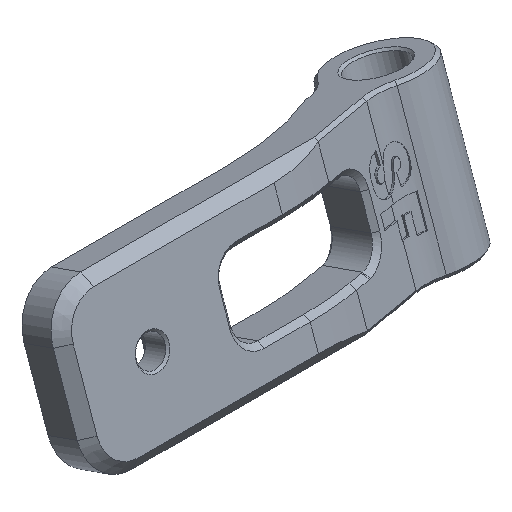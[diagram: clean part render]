
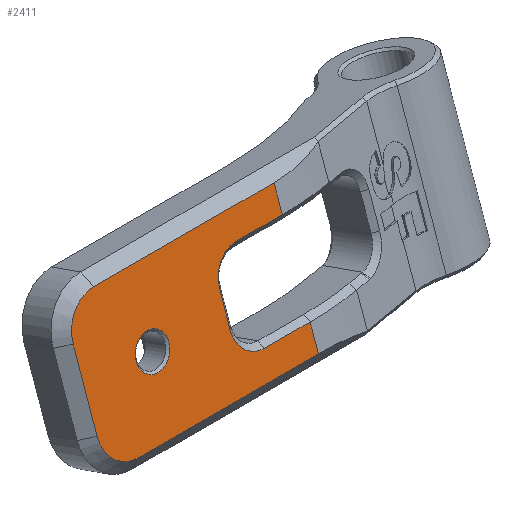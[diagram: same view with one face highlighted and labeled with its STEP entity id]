
A CAD part, isometric view. The second image highlights one B-rep face of the part: STEP entity #2411.
In plain terms, the highlighted planar face has unit normal (0, -0.943, 0.332).
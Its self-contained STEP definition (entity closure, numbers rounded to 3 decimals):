
#32=FACE_BOUND('',#448,.T.);
#105=CIRCLE('',#2577,3.);
#107=CIRCLE('',#2581,3.);
#108=CIRCLE('',#2586,2.5);
#109=CIRCLE('',#2587,2.5);
#110=CIRCLE('',#2588,1.595);
#195=PLANE('',#2585);
#304=FACE_OUTER_BOUND('',#447,.T.);
#447=EDGE_LOOP('',(#2053,#2054,#2055,#2056,#2057,#2058,#2059,#2060,#2061,
#2062,#2063,#2064));
#448=EDGE_LOOP('',(#2065));
#606=LINE('',#4336,#815);
#609=LINE('',#4344,#818);
#612=LINE('',#4353,#821);
#630=LINE('',#4414,#839);
#633=LINE('',#4426,#842);
#637=LINE('',#4438,#846);
#638=LINE('',#4442,#847);
#639=LINE('',#4445,#848);
#815=VECTOR('',#2886,10.);
#818=VECTOR('',#2897,10.);
#821=VECTOR('',#2906,10.);
#839=VECTOR('',#2968,10.);
#842=VECTOR('',#2981,10.);
#846=VECTOR('',#2999,10.);
#847=VECTOR('',#3002,10.);
#848=VECTOR('',#3005,10.);
#1141=VERTEX_POINT('',#4333);
#1142=VERTEX_POINT('',#4335);
#1143=VERTEX_POINT('',#4342);
#1145=VERTEX_POINT('',#4350);
#1146=VERTEX_POINT('',#4352);
#1167=VERTEX_POINT('',#4413);
#1169=VERTEX_POINT('',#4419);
#1171=VERTEX_POINT('',#4424);
#1172=VERTEX_POINT('',#4437);
#1173=VERTEX_POINT('',#4439);
#1174=VERTEX_POINT('',#4441);
#1175=VERTEX_POINT('',#4443);
#1176=VERTEX_POINT('',#4446);
#1426=EDGE_CURVE('',#1141,#1142,#606,.T.);
#1430=EDGE_CURVE('',#1143,#1141,#609,.T.);
#1434=EDGE_CURVE('',#1145,#1146,#612,.T.);
#1465=EDGE_CURVE('',#1146,#1167,#630,.T.);
#1469=EDGE_CURVE('',#1169,#1145,#105,.T.);
#1471=EDGE_CURVE('',#1171,#1169,#633,.T.);
#1474=EDGE_CURVE('',#1142,#1171,#107,.T.);
#1477=EDGE_CURVE('',#1172,#1143,#637,.T.);
#1478=EDGE_CURVE('',#1173,#1172,#108,.T.);
#1479=EDGE_CURVE('',#1174,#1173,#638,.T.);
#1480=EDGE_CURVE('',#1175,#1174,#109,.T.);
#1481=EDGE_CURVE('',#1167,#1175,#639,.T.);
#1482=EDGE_CURVE('',#1176,#1176,#110,.T.);
#2053=ORIENTED_EDGE('',*,*,#1426,.F.);
#2054=ORIENTED_EDGE('',*,*,#1430,.F.);
#2055=ORIENTED_EDGE('',*,*,#1477,.F.);
#2056=ORIENTED_EDGE('',*,*,#1478,.F.);
#2057=ORIENTED_EDGE('',*,*,#1479,.F.);
#2058=ORIENTED_EDGE('',*,*,#1480,.F.);
#2059=ORIENTED_EDGE('',*,*,#1481,.F.);
#2060=ORIENTED_EDGE('',*,*,#1465,.F.);
#2061=ORIENTED_EDGE('',*,*,#1434,.F.);
#2062=ORIENTED_EDGE('',*,*,#1469,.F.);
#2063=ORIENTED_EDGE('',*,*,#1471,.F.);
#2064=ORIENTED_EDGE('',*,*,#1474,.F.);
#2065=ORIENTED_EDGE('',*,*,#1482,.F.);
#2411=ADVANCED_FACE('',(#304,#32),#195,.T.);
#2577=AXIS2_PLACEMENT_3D('',#4421,#2976,#2977);
#2581=AXIS2_PLACEMENT_3D('',#4430,#2987,#2988);
#2585=AXIS2_PLACEMENT_3D('',#4436,#2997,#2998);
#2586=AXIS2_PLACEMENT_3D('',#4440,#3000,#3001);
#2587=AXIS2_PLACEMENT_3D('',#4444,#3003,#3004);
#2588=AXIS2_PLACEMENT_3D('',#4447,#3006,#3007);
#2886=DIRECTION('',(-1.,0.,0.));
#2897=DIRECTION('',(0.,-0.332,-0.943));
#2906=DIRECTION('',(1.,0.,0.));
#2968=DIRECTION('',(0.,-0.332,-0.943));
#2976=DIRECTION('center_axis',(0.,0.943,-0.332));
#2977=DIRECTION('ref_axis',(-0.707,0.235,0.667));
#2981=DIRECTION('',(0.,0.332,0.943));
#2987=DIRECTION('center_axis',(0.,0.943,-0.332));
#2988=DIRECTION('ref_axis',(-0.707,-0.235,-0.667));
#2997=DIRECTION('center_axis',(0.,-0.943,0.332));
#2998=DIRECTION('ref_axis',(1.,0.,0.));
#2999=DIRECTION('',(1.,0.,0.));
#3000=DIRECTION('center_axis',(0.,-0.943,0.332));
#3001=DIRECTION('ref_axis',(-0.707,-0.235,-0.667));
#3002=DIRECTION('',(0.,-0.332,-0.943));
#3003=DIRECTION('center_axis',(0.,-0.943,0.332));
#3004=DIRECTION('ref_axis',(-0.707,0.235,0.667));
#3005=DIRECTION('',(-1.,0.,0.));
#3006=DIRECTION('center_axis',(0.,-0.943,0.332));
#3007=DIRECTION('ref_axis',(-1.,0.,0.));
#4333=CARTESIAN_POINT('',(2.75,-20.965,41.686));
#4335=CARTESIAN_POINT('',(-14.8,-20.965,41.686));
#4336=CARTESIAN_POINT('',(-12.919,-20.965,41.686));
#4342=CARTESIAN_POINT('',(2.75,-20.158,43.978));
#4344=CARTESIAN_POINT('',(2.75,-18.804,47.821));
#4350=CARTESIAN_POINT('',(-14.8,-16.643,53.957));
#4352=CARTESIAN_POINT('',(2.75,-16.643,53.957));
#4353=CARTESIAN_POINT('',(-1.156,-16.643,53.957));
#4413=CARTESIAN_POINT('',(2.75,-17.45,51.665));
#4414=CARTESIAN_POINT('',(2.75,-18.804,47.821));
#4419=CARTESIAN_POINT('',(-17.8,-17.64,51.127));
#4421=CARTESIAN_POINT('Origin',(-14.8,-17.64,51.127));
#4424=CARTESIAN_POINT('',(-17.8,-19.968,44.515));
#4426=CARTESIAN_POINT('',(-17.8,-17.546,51.393));
#4430=CARTESIAN_POINT('Origin',(-14.8,-19.968,44.515));
#4436=CARTESIAN_POINT('Origin',(-7.038,-18.804,47.821));
#4437=CARTESIAN_POINT('',(-1.7,-20.158,43.978));
#4438=CARTESIAN_POINT('',(-5.369,-20.158,43.978));
#4439=CARTESIAN_POINT('',(-4.2,-19.327,46.336));
#4440=CARTESIAN_POINT('Origin',(-1.7,-19.327,46.336));
#4441=CARTESIAN_POINT('',(-4.2,-18.281,49.307));
#4442=CARTESIAN_POINT('',(-4.2,-18.21,49.507));
#4443=CARTESIAN_POINT('',(-1.7,-17.45,51.665));
#4444=CARTESIAN_POINT('Origin',(-1.7,-18.281,49.307));
#4445=CARTESIAN_POINT('',(2.256,-17.45,51.665));
#4446=CARTESIAN_POINT('',(-9.655,-18.812,47.797));
#4447=CARTESIAN_POINT('Origin',(-11.25,-18.812,47.797));
